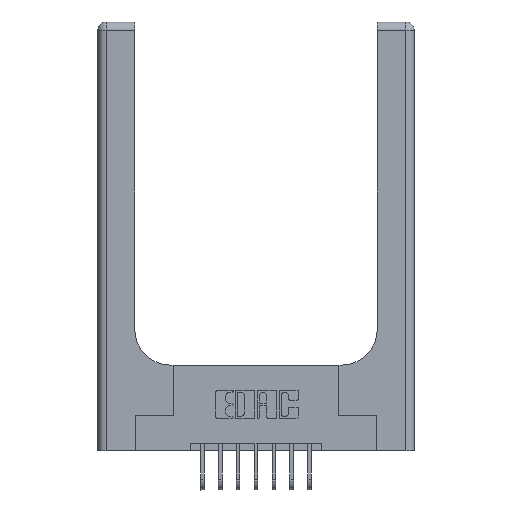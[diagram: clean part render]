
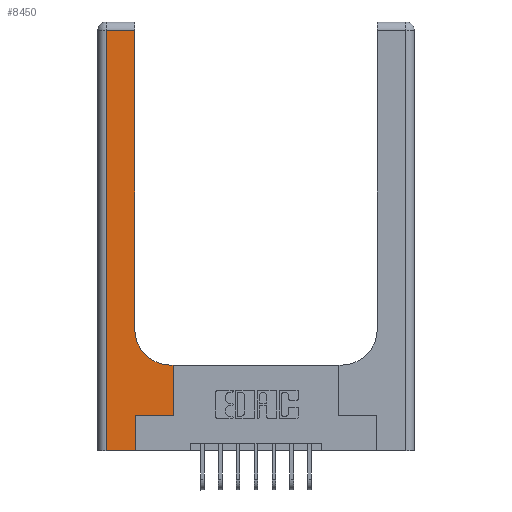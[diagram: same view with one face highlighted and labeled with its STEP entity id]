
A CAD part, top view. The second image highlights one B-rep face of the part: STEP entity #8450.
In plain terms, the highlighted planar face has unit normal (0, 0, 1).
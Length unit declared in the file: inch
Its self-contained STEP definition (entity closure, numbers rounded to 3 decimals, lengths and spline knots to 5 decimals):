
#136 = ORIENTED_EDGE ( 'NONE', *, *, #1841, .T. ) ;
#138 = CARTESIAN_POINT ( 'NONE',  ( 0.51, 0.6, 0.37 ) ) ;
#358 = VERTEX_POINT ( 'NONE', #794 ) ;
#584 = DIRECTION ( 'NONE',  ( 1., 0., 0. ) ) ;
#661 = VECTOR ( 'NONE', #1076, 39.37008 ) ;
#794 = CARTESIAN_POINT ( 'NONE',  ( 0.528, 0.25, 0.37 ) ) ;
#830 = EDGE_CURVE ( 'NONE', #3374, #9648, #3794, .T. ) ;
#837 = EDGE_LOOP ( 'NONE', ( #1708, #9651, #10938, #11643, #10886, #5737, #11057, #136, #5592 ) ) ;
#838 = LINE ( 'NONE', #921, #5855 ) ;
#921 = CARTESIAN_POINT ( 'NONE',  ( 0., 0., 0.37 ) ) ;
#932 = DIRECTION ( 'NONE',  ( 0., 0., -1. ) ) ;
#983 = CARTESIAN_POINT ( 'NONE',  ( 0.26, 0.85, 0.37 ) ) ;
#1061 = CIRCLE ( 'NONE', #8664, 0.25 ) ;
#1076 = DIRECTION ( 'NONE',  ( 0., 1., 0. ) ) ;
#1153 = EDGE_CURVE ( 'NONE', #3709, #11193, #9202, .T. ) ;
#1221 = VECTOR ( 'NONE', #584, 39.37008 ) ;
#1446 = VECTOR ( 'NONE', #8103, 39.37008 ) ;
#1451 = CARTESIAN_POINT ( 'NONE',  ( 0.51, 0.85, 0.37 ) ) ;
#1464 = VERTEX_POINT ( 'NONE', #5013 ) ;
#1708 = ORIENTED_EDGE ( 'NONE', *, *, #830, .T. ) ;
#1841 = EDGE_CURVE ( 'NONE', #7605, #9248, #4498, .T. ) ;
#1882 = EDGE_CURVE ( 'NONE', #9248, #3374, #1061, .T. ) ;
#2062 = EDGE_CURVE ( 'NONE', #9648, #3709, #14019, .T. ) ;
#2624 = DIRECTION ( 'NONE',  ( 1., 0., 0. ) ) ;
#2711 = CARTESIAN_POINT ( 'NONE',  ( 0.528, 0.6, 0.37 ) ) ;
#3124 = EDGE_CURVE ( 'NONE', #7837, #358, #10528, .T. ) ;
#3312 = EDGE_CURVE ( 'NONE', #358, #7605, #8147, .T. ) ;
#3374 = VERTEX_POINT ( 'NONE', #983 ) ;
#3426 = EDGE_CURVE ( 'NONE', #1464, #7837, #6762, .T. ) ;
#3709 = VERTEX_POINT ( 'NONE', #5490 ) ;
#3727 = EDGE_CURVE ( 'NONE', #11193, #1464, #838, .T. ) ;
#3794 = LINE ( 'NONE', #7993, #9740 ) ;
#4129 = CARTESIAN_POINT ( 'NONE',  ( 0.06, 3., 0.37 ) ) ;
#4143 = DIRECTION ( 'NONE',  ( 0., -1., 0. ) ) ;
#4498 = LINE ( 'NONE', #10281, #1446 ) ;
#5013 = CARTESIAN_POINT ( 'NONE',  ( 0.265, 0., 0.37 ) ) ;
#5490 = CARTESIAN_POINT ( 'NONE',  ( 0.06, 2.94, 0.37 ) ) ;
#5592 = ORIENTED_EDGE ( 'NONE', *, *, #1882, .T. ) ;
#5737 = ORIENTED_EDGE ( 'NONE', *, *, #3124, .T. ) ;
#5855 = VECTOR ( 'NONE', #9951, 39.37008 ) ;
#6189 = CARTESIAN_POINT ( 'NONE',  ( 0.06, 0., 0.37 ) ) ;
#6536 = CARTESIAN_POINT ( 'NONE',  ( 0.265, 0.25, 0.37 ) ) ;
#6762 = LINE ( 'NONE', #11126, #661 ) ;
#7605 = VERTEX_POINT ( 'NONE', #2711 ) ;
#7773 = PLANE ( 'NONE',  #10817 ) ;
#7837 = VERTEX_POINT ( 'NONE', #6536 ) ;
#7993 = CARTESIAN_POINT ( 'NONE',  ( 0.26, 3., 0.37 ) ) ;
#8026 = DIRECTION ( 'NONE',  ( 0., 1., 0. ) ) ;
#8103 = DIRECTION ( 'NONE',  ( -1., 0., 0. ) ) ;
#8147 = LINE ( 'NONE', #8808, #13505 ) ;
#8450 = ADVANCED_FACE ( 'NONE', ( #9086 ), #7773, .F. ) ;
#8505 = CARTESIAN_POINT ( 'NONE',  ( 0., 2.94, 0.37 ) ) ;
#8664 = AXIS2_PLACEMENT_3D ( 'NONE', #1451, #9318, #2624 ) ;
#8808 = CARTESIAN_POINT ( 'NONE',  ( 0.528, 0.25, 0.37 ) ) ;
#8857 = DIRECTION ( 'NONE',  ( -1., 0., 0. ) ) ;
#9086 = FACE_OUTER_BOUND ( 'NONE', #837, .T. ) ;
#9202 = LINE ( 'NONE', #4129, #14188 ) ;
#9248 = VERTEX_POINT ( 'NONE', #138 ) ;
#9318 = DIRECTION ( 'NONE',  ( 0., 0., -1. ) ) ;
#9605 = DIRECTION ( 'NONE',  ( -1., 0., 0. ) ) ;
#9648 = VERTEX_POINT ( 'NONE', #14182 ) ;
#9651 = ORIENTED_EDGE ( 'NONE', *, *, #2062, .T. ) ;
#9740 = VECTOR ( 'NONE', #8026, 39.37008 ) ;
#9914 = DIRECTION ( 'NONE',  ( 0., 1., 0. ) ) ;
#9951 = DIRECTION ( 'NONE',  ( 1., 0., 0. ) ) ;
#10281 = CARTESIAN_POINT ( 'NONE',  ( 0.26, 0.6, 0.37 ) ) ;
#10528 = LINE ( 'NONE', #13842, #1221 ) ;
#10817 = AXIS2_PLACEMENT_3D ( 'NONE', #13087, #932, #8857 ) ;
#10886 = ORIENTED_EDGE ( 'NONE', *, *, #3426, .T. ) ;
#10938 = ORIENTED_EDGE ( 'NONE', *, *, #1153, .T. ) ;
#11057 = ORIENTED_EDGE ( 'NONE', *, *, #3312, .T. ) ;
#11126 = CARTESIAN_POINT ( 'NONE',  ( 0.265, 0., 0.37 ) ) ;
#11193 = VERTEX_POINT ( 'NONE', #6189 ) ;
#11643 = ORIENTED_EDGE ( 'NONE', *, *, #3727, .T. ) ;
#13087 = CARTESIAN_POINT ( 'NONE',  ( 0., 3., 0.37 ) ) ;
#13505 = VECTOR ( 'NONE', #9914, 39.37008 ) ;
#13699 = VECTOR ( 'NONE', #9605, 39.37008 ) ;
#13842 = CARTESIAN_POINT ( 'NONE',  ( 0.265, 0.25, 0.37 ) ) ;
#14019 = LINE ( 'NONE', #8505, #13699 ) ;
#14182 = CARTESIAN_POINT ( 'NONE',  ( 0.26, 2.94, 0.37 ) ) ;
#14188 = VECTOR ( 'NONE', #4143, 39.37008 ) ;
